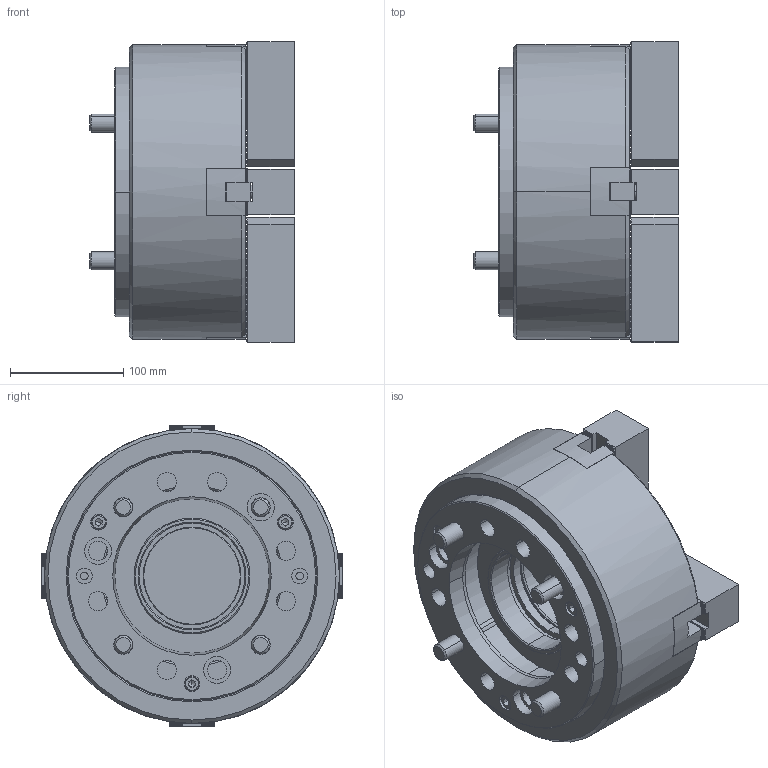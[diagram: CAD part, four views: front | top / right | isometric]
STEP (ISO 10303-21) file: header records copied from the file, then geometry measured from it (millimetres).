
FILE_DESCRIPTION (( 'STEP AP203' ), '1' );
FILE_NAME ('CF-4H-210A8.STEP', '2022-05-25T05:19:38', ( '' ), ( '' ), 'SwSTEP 2.0', 'SolidWorks 2016', '' );
FILE_SCHEMA (( 'CONFIG_CONTROL_DESIGN' ));
Length unit declared in the file: millimetre
Products named in the file (14): 圓頭內六角螺栓_M8x20; CF-3H-210-04000; CF-4H-210A8; CF-3H-210-04000(T型塊); SJ-10; CF-3H-10B-07010; 圓頭內六角螺栓_M12x30; CF-4H-210-01000; 圓頭內六角螺栓_M16x120; CF-4H-210-02000; 半圓頭六角孔螺栓_M6x10; CF-4H-210-04000; CF-3H-10-11000-A8法蘭; CF-3H-210-03000
Assembly tree (37 placements, depth 2):
  CF-4H-210A8
    CF-4H-210-01000
    CF-4H-210-02000
    CF-4H-210-04000
    CF-3H-210-03000  x4
    CF-3H-210-04000
    CF-3H-210-04000(T型塊)  x4
    SJ-10  x4
    CF-3H-10B-07010
    圓頭內六角螺栓_M12x30  x8
    圓頭內六角螺栓_M16x120  x4
    半圓頭六角孔螺栓_M6x10  x4
    CF-3H-10-11000-A8法蘭
    圓頭內六角螺栓_M8x20  x3
Bounding box: 180.3 x 264.5 x 264.5 mm (x, y, z)
Volume: 5484988.1 mm3; surface area: 722172.5 mm2
Topology: 37 solids, 37 shells, 5129 faces, 14777 edges, 9747 vertices
Faces by surface type: plane 3642, cylinder 1276, cone 190, torus 21
Entity records: 51338 total; most frequent: CARTESIAN_POINT 10758, ORIENTED_EDGE 8546, DIRECTION 7423, EDGE_CURVE 4273, LINE 3115, VECTOR 3115, VERTEX_POINT 2823, AXIS2_PLACEMENT_3D 2154
